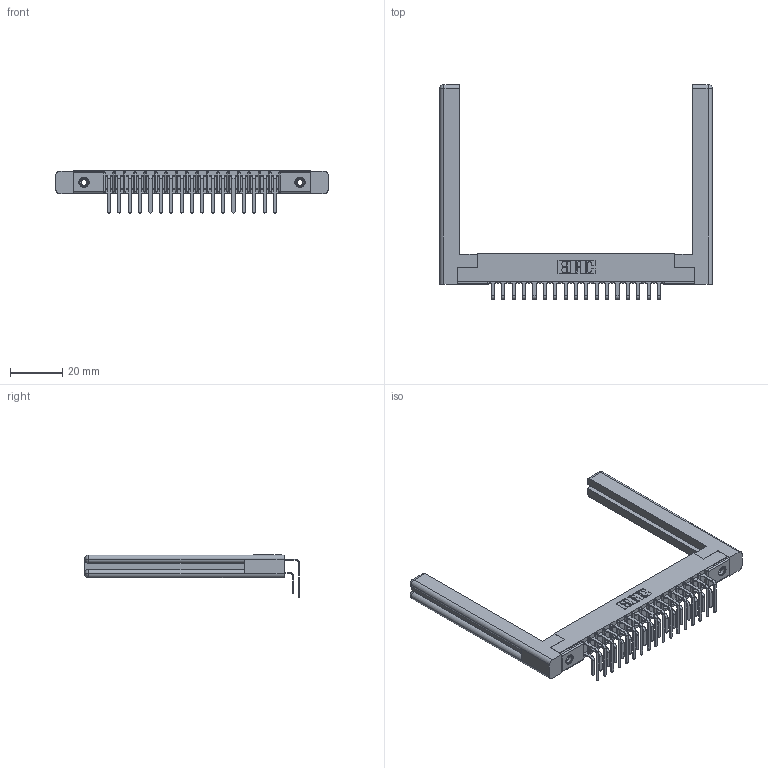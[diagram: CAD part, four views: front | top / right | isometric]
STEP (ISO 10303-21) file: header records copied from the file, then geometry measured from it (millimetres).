
FILE_DESCRIPTION (( 'STEP AP203' ), '1' );
FILE_NAME ('357-017-459-158.STEP', '2020-09-30T22:28:05', ( '' ), ( '' ), 'SwSTEP 2.0', 'SolidWorks 2020', '' );
FILE_SCHEMA (( 'CONFIG_CONTROL_DESIGN' ));
Length unit declared in the file: inch
Products named in the file (6): 357-017-459-158; 307-220-058; 345-250-001_345-250-001-102; 307 Part_.156 Dia Mounting Holes; 307-290-001_558 559 - 1 (Single); 307-290-001_559 - 2 (Single)
Assembly tree (39 placements, depth 2):
  357-017-459-158
    307 Part_.156 Dia Mounting Holes
    307-290-001_558 559 - 1 (Single)  x17
    307-290-001_559 - 2 (Single)  x17
    307-220-058  x2
    345-250-001_345-250-001-102  x2
Bounding box: 103.99 x 82 x 16.08 mm (x, y, z)
Volume: 14639.8 mm3; surface area: 17958.3 mm2
Topology: 39 solids, 39 shells, 1978 faces, 5505 edges, 3562 vertices
Faces by surface type: plane 1276, cylinder 642, sphere 36, torus 12, cone 12
Entity records: 22280 total; most frequent: CARTESIAN_POINT 3674, ORIENTED_EDGE 3580, DIRECTION 3566, EDGE_CURVE 1790, LINE 1358, VECTOR 1358, VERTEX_POINT 1158, AXIS2_PLACEMENT_3D 1104
